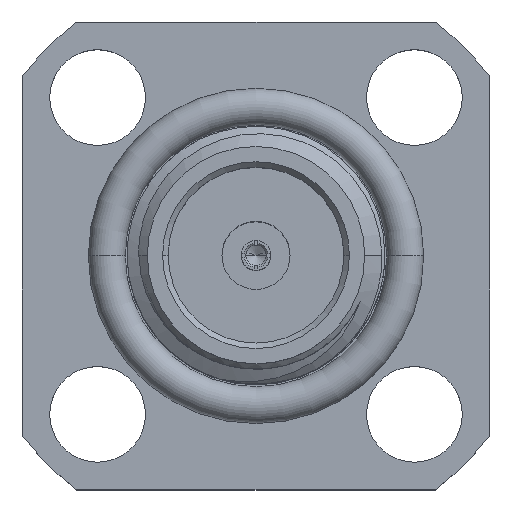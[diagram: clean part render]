
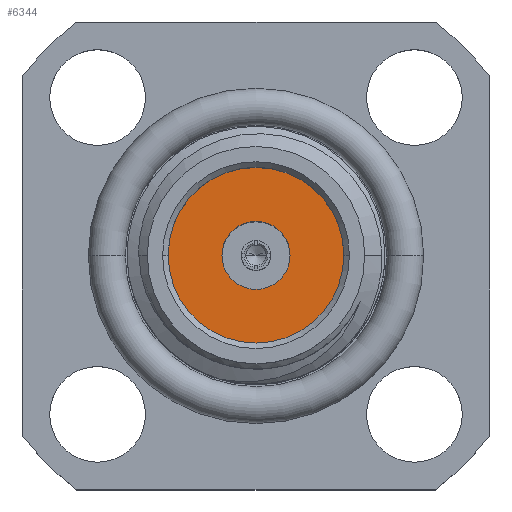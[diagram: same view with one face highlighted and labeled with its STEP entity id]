
A CAD part, top view. The second image highlights one B-rep face of the part: STEP entity #6344.
In plain terms, the highlighted planar face has unit normal (0, 0, 1).
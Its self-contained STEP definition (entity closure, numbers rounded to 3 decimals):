
#92 = CARTESIAN_POINT ( 'NONE',  ( 0.925, 0., 19.95 ) ) ;
#107 = DIRECTION ( 'NONE',  ( 1., 0., 0. ) ) ;
#280 = CARTESIAN_POINT ( 'NONE',  ( -2.385, 0., 19.95 ) ) ;
#378 = EDGE_CURVE ( 'NONE', #2908, #3305, #1235, .T. ) ;
#614 = CIRCLE ( 'NONE', #1074, 0.925 ) ;
#689 = DIRECTION ( 'NONE',  ( 0., 0., 1. ) ) ;
#822 = AXIS2_PLACEMENT_3D ( 'NONE', #845, #1846, #2904 ) ;
#845 = CARTESIAN_POINT ( 'NONE',  ( 0., 0., 19.95 ) ) ;
#888 = DIRECTION ( 'NONE',  ( -1., 0., 0. ) ) ;
#1074 = AXIS2_PLACEMENT_3D ( 'NONE', #2723, #2784, #107 ) ;
#1235 = CIRCLE ( 'NONE', #2901, 2.385 ) ;
#1279 = DIRECTION ( 'NONE',  ( 0., 0., 1. ) ) ;
#1372 = CARTESIAN_POINT ( 'NONE',  ( 0., 2.385, 19.95 ) ) ;
#1785 = EDGE_LOOP ( 'NONE', ( #2995, #5227 ) ) ;
#1846 = DIRECTION ( 'NONE',  ( 0., 0., 1. ) ) ;
#2125 = ORIENTED_EDGE ( 'NONE', *, *, #7001, .F. ) ;
#2160 = EDGE_CURVE ( 'NONE', #3305, #2908, #5276, .T. ) ;
#2438 = CARTESIAN_POINT ( 'NONE',  ( 2.385, 0., 19.95 ) ) ;
#2637 = FACE_OUTER_BOUND ( 'NONE', #1785, .T. ) ;
#2723 = CARTESIAN_POINT ( 'NONE',  ( 0., 0., 19.95 ) ) ;
#2784 = DIRECTION ( 'NONE',  ( 0., 0., 1. ) ) ;
#2901 = AXIS2_PLACEMENT_3D ( 'NONE', #6099, #689, #3966 ) ;
#2904 = DIRECTION ( 'NONE',  ( 1., 0., 0. ) ) ;
#2908 = VERTEX_POINT ( 'NONE', #2438 ) ;
#2995 = ORIENTED_EDGE ( 'NONE', *, *, #378, .T. ) ;
#3051 = CIRCLE ( 'NONE', #822, 0.925 ) ;
#3305 = VERTEX_POINT ( 'NONE', #280 ) ;
#3575 = PLANE ( 'NONE',  #6217 ) ;
#3711 = VERTEX_POINT ( 'NONE', #92 ) ;
#3966 = DIRECTION ( 'NONE',  ( 1., 0., 0. ) ) ;
#4340 = EDGE_LOOP ( 'NONE', ( #2125, #4695 ) ) ;
#4379 = EDGE_CURVE ( 'NONE', #6373, #3711, #614, .T. ) ;
#4612 = CARTESIAN_POINT ( 'NONE',  ( -0.925, 0., 19.95 ) ) ;
#4632 = DIRECTION ( 'NONE',  ( 0., 0., -1. ) ) ;
#4695 = ORIENTED_EDGE ( 'NONE', *, *, #4379, .F. ) ;
#5075 = CARTESIAN_POINT ( 'NONE',  ( 0., 0., 19.95 ) ) ;
#5227 = ORIENTED_EDGE ( 'NONE', *, *, #2160, .T. ) ;
#5276 = CIRCLE ( 'NONE', #6267, 2.385 ) ;
#5366 = FACE_BOUND ( 'NONE', #4340, .T. ) ;
#6099 = CARTESIAN_POINT ( 'NONE',  ( 0., 0., 19.95 ) ) ;
#6217 = AXIS2_PLACEMENT_3D ( 'NONE', #1372, #4632, #888 ) ;
#6250 = DIRECTION ( 'NONE',  ( 1., 0., 0. ) ) ;
#6267 = AXIS2_PLACEMENT_3D ( 'NONE', #5075, #1279, #6250 ) ;
#6344 = ADVANCED_FACE ( 'NONE', ( #5366, #2637 ), #3575, .F. ) ;
#6373 = VERTEX_POINT ( 'NONE', #4612 ) ;
#7001 = EDGE_CURVE ( 'NONE', #3711, #6373, #3051, .T. ) ;
